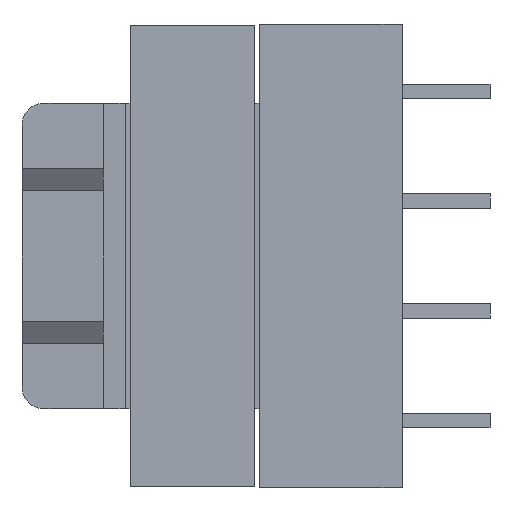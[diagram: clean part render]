
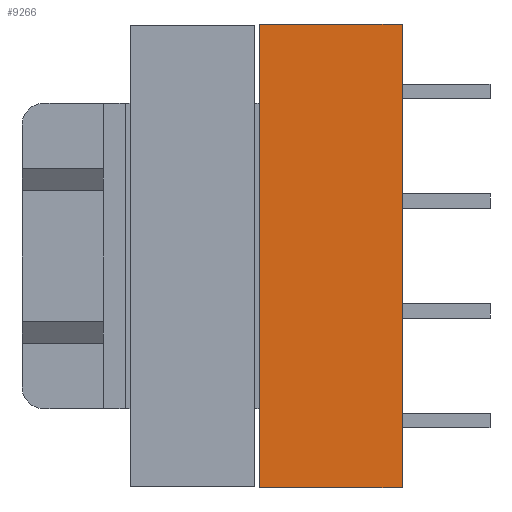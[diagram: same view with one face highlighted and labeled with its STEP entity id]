
A CAD part, left-side view. The second image highlights one B-rep face of the part: STEP entity #9266.
In plain terms, the highlighted planar face has unit normal (-1, 0, 0).
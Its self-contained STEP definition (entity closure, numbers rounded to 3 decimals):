
#317 = ORIENTED_EDGE ( 'NONE', *, *, #3887, .T. ) ;
#1095 = DIRECTION ( 'NONE',  ( 0., 1., 0. ) ) ;
#1143 = DIRECTION ( 'NONE',  ( 0., 0., -1. ) ) ;
#1242 = EDGE_CURVE ( 'NONE', #10321, #3496, #10747, .T. ) ;
#1298 = VECTOR ( 'NONE', #1095, 1000. ) ;
#1672 = DIRECTION ( 'NONE',  ( 0., -1., 0. ) ) ;
#1809 = EDGE_CURVE ( 'NONE', #3496, #6977, #2994, .T. ) ;
#1851 = CARTESIAN_POINT ( 'NONE',  ( -10.55, 0., -10.55 ) ) ;
#2352 = CARTESIAN_POINT ( 'NONE',  ( -10.55, 0., -10.55 ) ) ;
#2410 = EDGE_CURVE ( 'NONE', #10321, #4910, #2984, .T. ) ;
#2984 = LINE ( 'NONE', #2352, #8026 ) ;
#2994 = LINE ( 'NONE', #9382, #5188 ) ;
#3218 = ORIENTED_EDGE ( 'NONE', *, *, #1242, .T. ) ;
#3496 = VERTEX_POINT ( 'NONE', #4797 ) ;
#3847 = CARTESIAN_POINT ( 'NONE',  ( -10.55, 0., 10.55 ) ) ;
#3887 = EDGE_CURVE ( 'NONE', #6977, #4910, #8960, .T. ) ;
#3936 = DIRECTION ( 'NONE',  ( 0., 0., -1. ) ) ;
#4164 = CARTESIAN_POINT ( 'NONE',  ( -10.55, 17.3, -10.55 ) ) ;
#4391 = EDGE_LOOP ( 'NONE', ( #8397, #317, #6028, #3218 ) ) ;
#4797 = CARTESIAN_POINT ( 'NONE',  ( -10.55, 6.5, 10.55 ) ) ;
#4910 = VERTEX_POINT ( 'NONE', #1851 ) ;
#5188 = VECTOR ( 'NONE', #1143, 1000. ) ;
#5714 = VECTOR ( 'NONE', #1672, 1000. ) ;
#6028 = ORIENTED_EDGE ( 'NONE', *, *, #2410, .F. ) ;
#6697 = PLANE ( 'NONE',  #8937 ) ;
#6977 = VERTEX_POINT ( 'NONE', #8116 ) ;
#7538 = DIRECTION ( 'NONE',  ( 0., 0., -1. ) ) ;
#7708 = CARTESIAN_POINT ( 'NONE',  ( -10.55, 17.3, 10.55 ) ) ;
#8026 = VECTOR ( 'NONE', #3936, 1000. ) ;
#8116 = CARTESIAN_POINT ( 'NONE',  ( -10.55, 6.5, -10.55 ) ) ;
#8367 = DIRECTION ( 'NONE',  ( 1., 0., 0. ) ) ;
#8397 = ORIENTED_EDGE ( 'NONE', *, *, #1809, .T. ) ;
#8937 = AXIS2_PLACEMENT_3D ( 'NONE', #10108, #8367, #7538 ) ;
#8960 = LINE ( 'NONE', #4164, #5714 ) ;
#9138 = FACE_OUTER_BOUND ( 'NONE', #4391, .T. ) ;
#9266 = ADVANCED_FACE ( 'NONE', ( #9138 ), #6697, .F. ) ;
#9382 = CARTESIAN_POINT ( 'NONE',  ( -10.55, 6.5, -10.55 ) ) ;
#10108 = CARTESIAN_POINT ( 'NONE',  ( -10.55, 17.3, -10.55 ) ) ;
#10321 = VERTEX_POINT ( 'NONE', #3847 ) ;
#10747 = LINE ( 'NONE', #7708, #1298 ) ;
